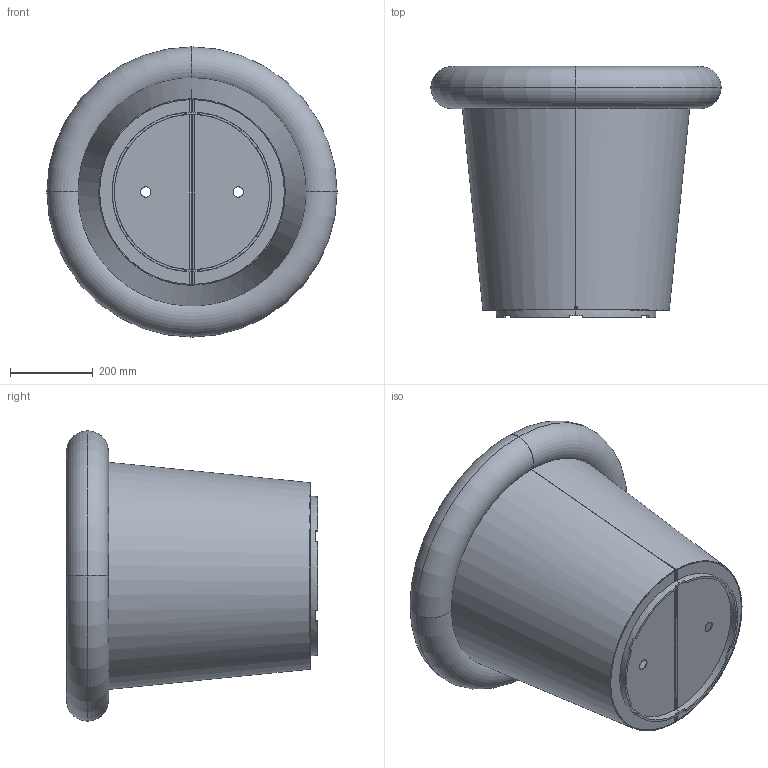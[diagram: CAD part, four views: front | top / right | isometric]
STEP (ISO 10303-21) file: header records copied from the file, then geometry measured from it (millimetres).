
FILE_DESCRIPTION (( 'STEP AP203' ), '1' );
FILE_NAME ('Tube CTC3.STEP', '2020-01-20T07:45:48', ( '' ), ( '' ), 'SwSTEP 2.0', 'SolidWorks 2019', '' );
FILE_SCHEMA (( 'CONFIG_CONTROL_DESIGN' ));
Length unit declared in the file: millimetre
Products named in the file (5): Tube CTC3-Edge; Tube CTC3-bottomring; Tube CTC3-bottom; Tube CTC3-wall; Tube CTC3
Assembly tree (5 placements, depth 2):
  Tube CTC3
    Tube CTC3-bottom  x2
    Tube CTC3-wall
    Tube CTC3-Edge
    Tube CTC3-bottomring
Bounding box: 700 x 605.53 x 700 mm (x, y, z)
Volume: 4066433.3 mm3; surface area: 3106127.6 mm2
Topology: 5 solids, 5 shells, 104 faces, 258 edges, 164 vertices
Faces by surface type: plane 45, cylinder 38, torus 12, bspline 9
Entity records: 4867 total; most frequent: CARTESIAN_POINT 2217, ORIENTED_EDGE 460, DIRECTION 414, EDGE_CURVE 230, AXIS2_PLACEMENT_3D 157, VERTEX_POINT 148, LINE 100, VECTOR 100
